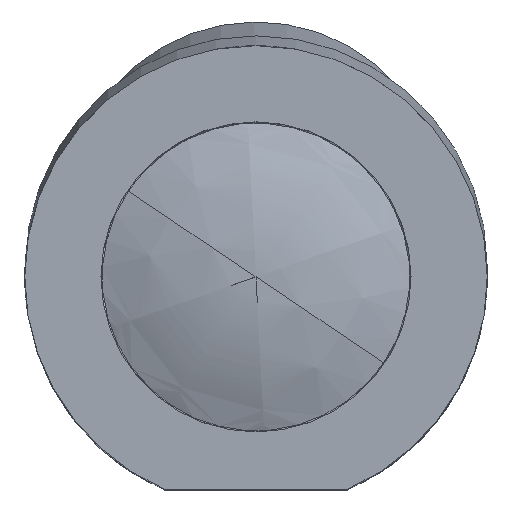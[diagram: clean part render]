
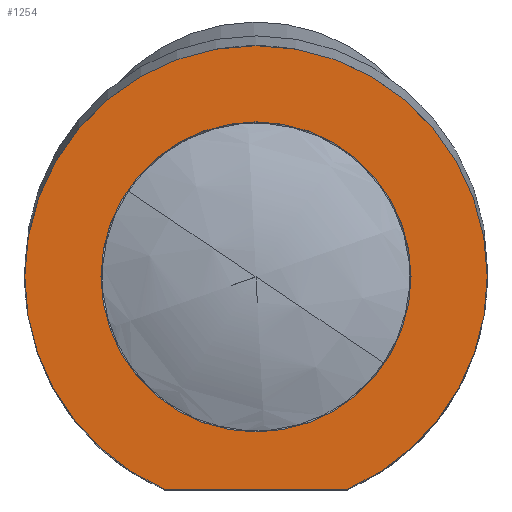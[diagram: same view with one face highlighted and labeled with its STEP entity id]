
A CAD part, top view. The second image highlights one B-rep face of the part: STEP entity #1254.
In plain terms, the highlighted planar face has unit normal (0, 0, 1).
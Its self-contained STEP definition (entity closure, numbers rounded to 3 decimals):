
#6 = CARTESIAN_POINT ( 'NONE',  ( 3.023, 0., 0. ) ) ;
#7 = DIRECTION ( 'NONE',  ( 1., 0., 0. ) ) ;
#8 = DIRECTION ( 'NONE',  ( 0., 0., 1. ) ) ;
#9 = CARTESIAN_POINT ( 'NONE',  ( 0., 0., 0. ) ) ;
#10 = AXIS2_PLACEMENT_3D ( 'NONE', #9, #8, #7 ) ;
#33 = LINE ( 'NONE', #159, #158 ) ;
#39 = CIRCLE ( 'NONE', #10, 3.023 ) ;
#132 = DIRECTION ( 'NONE',  ( 1., 0., 0. ) ) ;
#133 = DIRECTION ( 'NONE',  ( 0., 0., 1. ) ) ;
#134 = CARTESIAN_POINT ( 'NONE',  ( 0., 0., 0. ) ) ;
#135 = AXIS2_PLACEMENT_3D ( 'NONE', #134, #133, #132 ) ;
#136 = CIRCLE ( 'NONE', #189, 3.023 ) ;
#141 = CIRCLE ( 'NONE', #135, 4.508 ) ;
#156 = CARTESIAN_POINT ( 'NONE',  ( -1.785, -4.14, 0. ) ) ;
#157 = DIRECTION ( 'NONE',  ( -1., 0., 0. ) ) ;
#158 = VECTOR ( 'NONE', #157, 1000. ) ;
#159 = CARTESIAN_POINT ( 'NONE',  ( 0., -4.14, 0. ) ) ;
#186 = DIRECTION ( 'NONE',  ( 1., 0., 0. ) ) ;
#187 = DIRECTION ( 'NONE',  ( 0., 0., 1. ) ) ;
#188 = CARTESIAN_POINT ( 'NONE',  ( 0., 0., 0. ) ) ;
#189 = AXIS2_PLACEMENT_3D ( 'NONE', #188, #187, #186 ) ;
#1085 = EDGE_CURVE ( 'NONE', #1086, #1137, #2477, .T. ) ;
#1086 = VERTEX_POINT ( 'NONE', #2472 ) ;
#1134 = VERTEX_POINT ( 'NONE', #2419 ) ;
#1136 = EDGE_CURVE ( 'NONE', #1137, #1134, #2418, .T. ) ;
#1137 = VERTEX_POINT ( 'NONE', #2413 ) ;
#1173 = VERTEX_POINT ( 'NONE', #2784 ) ;
#1254 = ADVANCED_FACE ( 'NONE', ( #1775, #1798 ), #1831, .T. ) ;
#1255 = EDGE_LOOP ( 'NONE', ( #1285, #1315, #1314, #1321 ) ) ;
#1284 = EDGE_LOOP ( 'NONE', ( #1323, #1316 ) ) ;
#1285 = ORIENTED_EDGE ( 'NONE', *, *, #1286, .F. ) ;
#1286 = EDGE_CURVE ( 'NONE', #1086, #1287, #33, .T. ) ;
#1287 = VERTEX_POINT ( 'NONE', #156 ) ;
#1297 = EDGE_CURVE ( 'NONE', #1173, #1298, #39, .T. ) ;
#1298 = VERTEX_POINT ( 'NONE', #6 ) ;
#1314 = ORIENTED_EDGE ( 'NONE', *, *, #1136, .T. ) ;
#1315 = ORIENTED_EDGE ( 'NONE', *, *, #1085, .T. ) ;
#1316 = ORIENTED_EDGE ( 'NONE', *, *, #1297, .F. ) ;
#1321 = ORIENTED_EDGE ( 'NONE', *, *, #1322, .T. ) ;
#1322 = EDGE_CURVE ( 'NONE', #1134, #1287, #141, .T. ) ;
#1323 = ORIENTED_EDGE ( 'NONE', *, *, #1324, .F. ) ;
#1324 = EDGE_CURVE ( 'NONE', #1298, #1173, #136, .T. ) ;
#1775 = FACE_OUTER_BOUND ( 'NONE', #1255, .T. ) ;
#1798 = FACE_BOUND ( 'NONE', #1284, .T. ) ;
#1827 = DIRECTION ( 'NONE',  ( 1., 0., 0. ) ) ;
#1828 = DIRECTION ( 'NONE',  ( 0., 0., 1. ) ) ;
#1829 = CARTESIAN_POINT ( 'NONE',  ( 0., 0., 0. ) ) ;
#1830 = AXIS2_PLACEMENT_3D ( 'NONE', #1829, #1828, #1827 ) ;
#1831 = PLANE ( 'NONE',  #1830 ) ;
#2413 = CARTESIAN_POINT ( 'NONE',  ( 4.508, 0., 0. ) ) ;
#2414 = DIRECTION ( 'NONE',  ( 1., 0., 0. ) ) ;
#2415 = DIRECTION ( 'NONE',  ( 0., 0., 1. ) ) ;
#2416 = CARTESIAN_POINT ( 'NONE',  ( 0., 0., 0. ) ) ;
#2417 = AXIS2_PLACEMENT_3D ( 'NONE', #2416, #2415, #2414 ) ;
#2418 = CIRCLE ( 'NONE', #2417, 4.508 ) ;
#2419 = CARTESIAN_POINT ( 'NONE',  ( -4.508, 0., 0. ) ) ;
#2468 = DIRECTION ( 'NONE',  ( 1., 0., 0. ) ) ;
#2469 = DIRECTION ( 'NONE',  ( 0., 0., 1. ) ) ;
#2470 = CARTESIAN_POINT ( 'NONE',  ( 0., 0., 0. ) ) ;
#2471 = AXIS2_PLACEMENT_3D ( 'NONE', #2470, #2469, #2468 ) ;
#2472 = CARTESIAN_POINT ( 'NONE',  ( 1.785, -4.14, 0. ) ) ;
#2477 = CIRCLE ( 'NONE', #2471, 4.508 ) ;
#2784 = CARTESIAN_POINT ( 'NONE',  ( -3.023, 0., 0. ) ) ;
